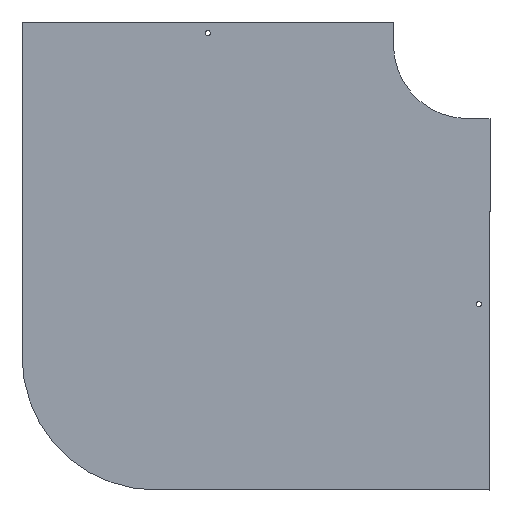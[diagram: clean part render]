
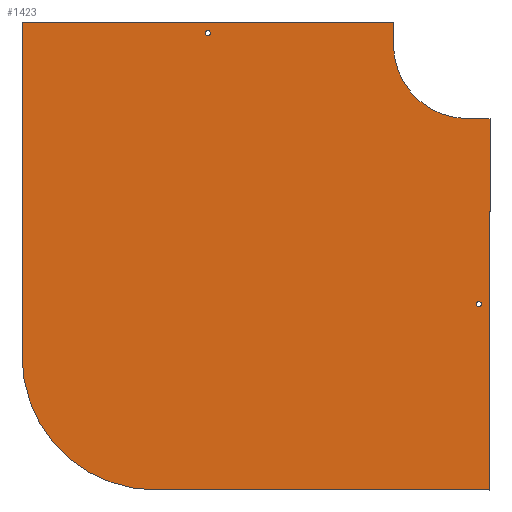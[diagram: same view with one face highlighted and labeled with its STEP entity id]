
A CAD part, front view. The second image highlights one B-rep face of the part: STEP entity #1423.
In plain terms, the highlighted planar face has unit normal (0, -1, 0).
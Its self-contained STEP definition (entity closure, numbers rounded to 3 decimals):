
#6 = VERTEX_POINT ( 'NONE', #958 ) ;
#7 = VERTEX_POINT ( 'NONE', #969 ) ;
#18 = VERTEX_POINT ( 'NONE', #957 ) ;
#25 = VERTEX_POINT ( 'NONE', #931 ) ;
#31 = VERTEX_POINT ( 'NONE', #954 ) ;
#40 = VERTEX_POINT ( 'NONE', #959 ) ;
#47 = VERTEX_POINT ( 'NONE', #947 ) ;
#94 = VERTEX_POINT ( 'NONE', #907 ) ;
#181 = ORIENTED_EDGE ( 'NONE', *, *, #450, .F. ) ;
#182 = ORIENTED_EDGE ( 'NONE', *, *, #449, .F. ) ;
#183 = ORIENTED_EDGE ( 'NONE', *, *, #463, .F. ) ;
#184 = ORIENTED_EDGE ( 'NONE', *, *, #381, .F. ) ;
#185 = ORIENTED_EDGE ( 'NONE', *, *, #392, .F. ) ;
#186 = ORIENTED_EDGE ( 'NONE', *, *, #398, .F. ) ;
#187 = ORIENTED_EDGE ( 'NONE', *, *, #396, .F. ) ;
#188 = ORIENTED_EDGE ( 'NONE', *, *, #400, .F. ) ;
#189 = ORIENTED_EDGE ( 'NONE', *, *, #407, .F. ) ;
#190 = ORIENTED_EDGE ( 'NONE', *, *, #460, .F. ) ;
#282 = CARTESIAN_POINT ( 'NONE',  ( 380., 0., -130. ) ) ;
#294 = DIRECTION ( 'NONE',  ( 1., 0., 0. ) ) ;
#296 = CARTESIAN_POINT ( 'NONE',  ( 380., 0., -630. ) ) ;
#306 = DIRECTION ( 'NONE',  ( 0., 0., -1. ) ) ;
#312 = DIRECTION ( 'NONE',  ( 1., 0., 0. ) ) ;
#313 = CARTESIAN_POINT ( 'NONE',  ( -250., 0., 0. ) ) ;
#314 = DIRECTION ( 'NONE',  ( 0., 0., -1. ) ) ;
#316 = DIRECTION ( 'NONE',  ( 0., -1., 0. ) ) ;
#317 = CARTESIAN_POINT ( 'NONE',  ( 350., 0., -30. ) ) ;
#327 = DIRECTION ( 'NONE',  ( 0., 0., -1. ) ) ;
#328 = CARTESIAN_POINT ( 'NONE',  ( 250., 0., 0. ) ) ;
#381 = EDGE_CURVE ( 'NONE', #31, #40, #572, .T. ) ;
#392 = EDGE_CURVE ( 'NONE', #25, #31, #591, .T. ) ;
#396 = EDGE_CURVE ( 'NONE', #7, #18, #597, .T. ) ;
#398 = EDGE_CURVE ( 'NONE', #18, #25, #601, .T. ) ;
#400 = EDGE_CURVE ( 'NONE', #6, #7, #603, .T. ) ;
#407 = EDGE_CURVE ( 'NONE', #94, #6, #614, .T. ) ;
#449 = EDGE_CURVE ( 'NONE', #819, #819, #683, .T. ) ;
#450 = EDGE_CURVE ( 'NONE', #820, #820, #686, .T. ) ;
#460 = EDGE_CURVE ( 'NONE', #47, #94, #696, .T. ) ;
#463 = EDGE_CURVE ( 'NONE', #40, #47, #702, .T. ) ;
#488 = AXIS2_PLACEMENT_3D ( 'NONE', #317, #316, #314 ) ;
#508 = AXIS2_PLACEMENT_3D ( 'NONE', #1127, #1128, #1129 ) ;
#509 = AXIS2_PLACEMENT_3D ( 'NONE', #1131, #1132, #1133 ) ;
#515 = AXIS2_PLACEMENT_3D ( 'NONE', #1158, #1159, #1160 ) ;
#540 = AXIS2_PLACEMENT_3D ( 'NONE', #1257, #1251, #1260 ) ;
#557 = CARTESIAN_POINT ( 'NONE',  ( -250., 0., 0. ) ) ;
#572 = LINE ( 'NONE', #296, #573 ) ;
#573 = VECTOR ( 'NONE', #306, 1000. ) ;
#591 = LINE ( 'NONE', #282, #593 ) ;
#593 = VECTOR ( 'NONE', #294, 1000. ) ;
#597 = LINE ( 'NONE', #328, #600 ) ;
#600 = VECTOR ( 'NONE', #327, 1000. ) ;
#601 = CIRCLE ( 'NONE', #488, 100. ) ;
#603 = LINE ( 'NONE', #313, #606 ) ;
#606 = VECTOR ( 'NONE', #312, 1000. ) ;
#614 = LINE ( 'NONE', #557, #619 ) ;
#619 = VECTOR ( 'NONE', #1407, 1000. ) ;
#683 = CIRCLE ( 'NONE', #508, 3.5 ) ;
#686 = CIRCLE ( 'NONE', #509, 3.5 ) ;
#696 = CIRCLE ( 'NONE', #515, 180. ) ;
#702 = LINE ( 'NONE', #1163, #705 ) ;
#705 = VECTOR ( 'NONE', #1164, 1000. ) ;
#758 = FACE_OUTER_BOUND ( 'NONE', #1720, .T. ) ;
#759 = FACE_BOUND ( 'NONE', #1712, .T. ) ;
#762 = FACE_BOUND ( 'NONE', #1664, .T. ) ;
#819 = VERTEX_POINT ( 'NONE', #1381 ) ;
#820 = VERTEX_POINT ( 'NONE', #1380 ) ;
#907 = CARTESIAN_POINT ( 'NONE',  ( -250., 0., -450. ) ) ;
#931 = CARTESIAN_POINT ( 'NONE',  ( 350., 0., -130. ) ) ;
#947 = CARTESIAN_POINT ( 'NONE',  ( -70., 0., -630. ) ) ;
#954 = CARTESIAN_POINT ( 'NONE',  ( 380., 0., -130. ) ) ;
#957 = CARTESIAN_POINT ( 'NONE',  ( 250., 0., -30. ) ) ;
#958 = CARTESIAN_POINT ( 'NONE',  ( -250., 0., 0. ) ) ;
#959 = CARTESIAN_POINT ( 'NONE',  ( 380., 0., -630. ) ) ;
#969 = CARTESIAN_POINT ( 'NONE',  ( 250., 0., 0. ) ) ;
#1127 = CARTESIAN_POINT ( 'NONE',  ( 0., 0., -15. ) ) ;
#1128 = DIRECTION ( 'NONE',  ( 0., -1., 0. ) ) ;
#1129 = DIRECTION ( 'NONE',  ( 0., 0., -1. ) ) ;
#1131 = CARTESIAN_POINT ( 'NONE',  ( 365., 0., -380. ) ) ;
#1132 = DIRECTION ( 'NONE',  ( 0., -1., 0. ) ) ;
#1133 = DIRECTION ( 'NONE',  ( 0., 0., -1. ) ) ;
#1158 = CARTESIAN_POINT ( 'NONE',  ( -70., 0., -450. ) ) ;
#1159 = DIRECTION ( 'NONE',  ( 0., 1., 0. ) ) ;
#1160 = DIRECTION ( 'NONE',  ( 0., 0., 1. ) ) ;
#1163 = CARTESIAN_POINT ( 'NONE',  ( -70., 0., -630. ) ) ;
#1164 = DIRECTION ( 'NONE',  ( -1., 0., 0. ) ) ;
#1251 = DIRECTION ( 'NONE',  ( 0., 1., 0. ) ) ;
#1257 = CARTESIAN_POINT ( 'NONE',  ( -70., 0., -450. ) ) ;
#1258 = PLANE ( 'NONE',  #540 ) ;
#1260 = DIRECTION ( 'NONE',  ( 0., 0., 1. ) ) ;
#1380 = CARTESIAN_POINT ( 'NONE',  ( 365., 0., -383.5 ) ) ;
#1381 = CARTESIAN_POINT ( 'NONE',  ( 0., 0., -18.5 ) ) ;
#1407 = DIRECTION ( 'NONE',  ( 0., 0., 1. ) ) ;
#1423 = ADVANCED_FACE ( 'NONE', ( #759, #762, #758 ), #1258, .F. ) ;
#1664 = EDGE_LOOP ( 'NONE', ( #182 ) ) ;
#1712 = EDGE_LOOP ( 'NONE', ( #181 ) ) ;
#1720 = EDGE_LOOP ( 'NONE', ( #183, #184, #185, #186, #187, #188, #189, #190 ) ) ;
